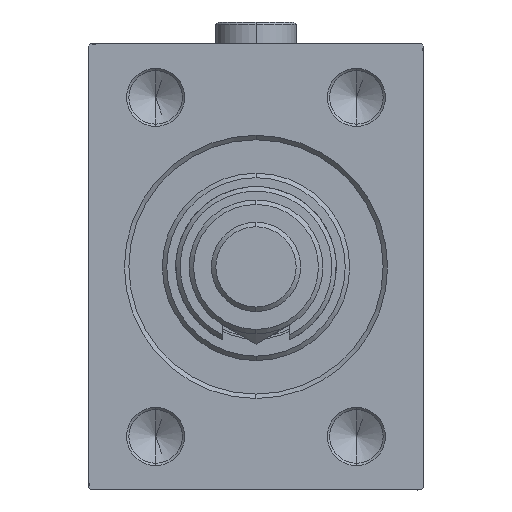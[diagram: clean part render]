
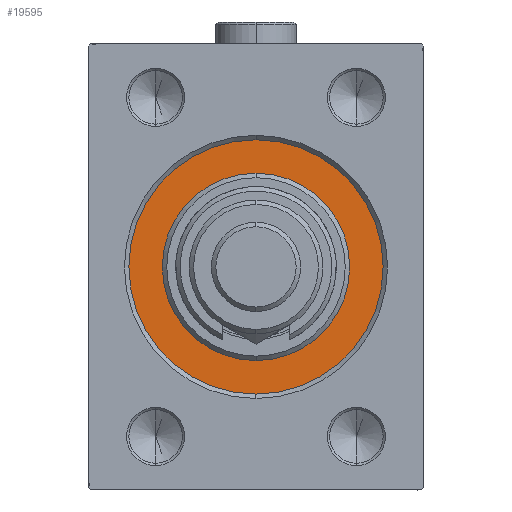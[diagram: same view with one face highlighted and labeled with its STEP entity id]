
A CAD part, left-side view. The second image highlights one B-rep face of the part: STEP entity #19595.
In plain terms, the highlighted face is planar.
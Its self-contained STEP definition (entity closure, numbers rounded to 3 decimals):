
#4603 = ORIENTED_EDGE ( 'NONE', *, *, #32243, .F. ) ;
#4729 = CIRCLE ( 'NONE', #43763, 28.5 ) ;
#4829 = AXIS2_PLACEMENT_3D ( 'NONE', #41017, #25162, #44220 ) ;
#5394 = FACE_OUTER_BOUND ( 'NONE', #6129, .T. ) ;
#5594 = CARTESIAN_POINT ( 'NONE',  ( 0., 0., -28.5 ) ) ;
#6129 = EDGE_LOOP ( 'NONE', ( #37578, #13031 ) ) ;
#7191 = EDGE_LOOP ( 'NONE', ( #4603, #33677 ) ) ;
#8404 = CARTESIAN_POINT ( 'NONE',  ( 0., 0., 0. ) ) ;
#8814 = DIRECTION ( 'NONE',  ( 0., 0., -1. ) ) ;
#9135 = DIRECTION ( 'NONE',  ( 0., 0., 1. ) ) ;
#13031 = ORIENTED_EDGE ( 'NONE', *, *, #41735, .F. ) ;
#14086 = AXIS2_PLACEMENT_3D ( 'NONE', #46454, #39355, #16144 ) ;
#15508 = EDGE_CURVE ( 'NONE', #44605, #42994, #4729, .T. ) ;
#16144 = DIRECTION ( 'NONE',  ( 0., 0., 1. ) ) ;
#18546 = CIRCLE ( 'NONE', #24801, 21. ) ;
#19595 = ADVANCED_FACE ( 'NONE', ( #20544, #5394 ), #20777, .F. ) ;
#20119 = CIRCLE ( 'NONE', #47462, 21. ) ;
#20544 = FACE_BOUND ( 'NONE', #7191, .T. ) ;
#20777 = PLANE ( 'NONE',  #14086 ) ;
#24801 = AXIS2_PLACEMENT_3D ( 'NONE', #30566, #27139, #8814 ) ;
#25162 = DIRECTION ( 'NONE',  ( -1., 0., 0. ) ) ;
#26567 = VERTEX_POINT ( 'NONE', #30879 ) ;
#26949 = CARTESIAN_POINT ( 'NONE',  ( 0., 0., 0. ) ) ;
#27139 = DIRECTION ( 'NONE',  ( 1., 0., 0. ) ) ;
#28704 = EDGE_CURVE ( 'NONE', #43430, #26567, #20119, .T. ) ;
#29905 = DIRECTION ( 'NONE',  ( 0., 0., -1. ) ) ;
#30566 = CARTESIAN_POINT ( 'NONE',  ( 0., 0., 0. ) ) ;
#30879 = CARTESIAN_POINT ( 'NONE',  ( 0., 0., 21. ) ) ;
#32243 = EDGE_CURVE ( 'NONE', #26567, #43430, #18546, .T. ) ;
#33677 = ORIENTED_EDGE ( 'NONE', *, *, #28704, .F. ) ;
#33739 = CIRCLE ( 'NONE', #4829, 28.5 ) ;
#34087 = DIRECTION ( 'NONE',  ( -1., 0., 0. ) ) ;
#37578 = ORIENTED_EDGE ( 'NONE', *, *, #15508, .F. ) ;
#39355 = DIRECTION ( 'NONE',  ( -1., 0., 0. ) ) ;
#41017 = CARTESIAN_POINT ( 'NONE',  ( 0., 0., 0. ) ) ;
#41735 = EDGE_CURVE ( 'NONE', #42994, #44605, #33739, .T. ) ;
#41860 = DIRECTION ( 'NONE',  ( 1., 0., 0. ) ) ;
#42994 = VERTEX_POINT ( 'NONE', #44647 ) ;
#43430 = VERTEX_POINT ( 'NONE', #46162 ) ;
#43763 = AXIS2_PLACEMENT_3D ( 'NONE', #8404, #34087, #9135 ) ;
#44220 = DIRECTION ( 'NONE',  ( 0., 0., 1. ) ) ;
#44605 = VERTEX_POINT ( 'NONE', #5594 ) ;
#44647 = CARTESIAN_POINT ( 'NONE',  ( 0., 0., 28.5 ) ) ;
#46162 = CARTESIAN_POINT ( 'NONE',  ( 0., 0., -21. ) ) ;
#46454 = CARTESIAN_POINT ( 'NONE',  ( 0., 0., 0. ) ) ;
#47462 = AXIS2_PLACEMENT_3D ( 'NONE', #26949, #41860, #29905 ) ;
